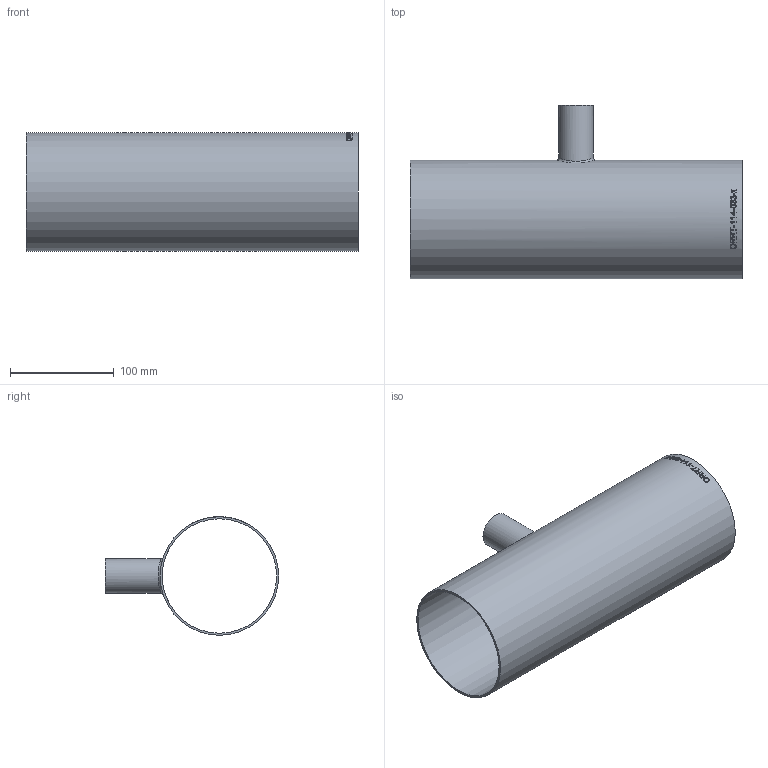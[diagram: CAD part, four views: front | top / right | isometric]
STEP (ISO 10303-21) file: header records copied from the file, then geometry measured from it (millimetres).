
FILE_DESCRIPTION (( 'STEP AP214' ), '1' );
FILE_NAME ('ORRT-114-033-x T-Stück reduziert 2004.STEP', '2020-04-08T07:46:25', ( '' ), ( '' ), 'SwSTEP 2.0', 'SolidWorks 2019', '' );
FILE_SCHEMA (( 'AUTOMOTIVE_DESIGN' ));
Length unit declared in the file: millimetre
Products named in the file (1): ORRT-114-033-x T-Stück reduziert 2004
Bounding box: 320 x 167.15 x 114.3 mm (x, y, z)
Volume: 235168.6 mm3; surface area: 236635.8 mm2
Topology: 1 solids, 1 shells, 181 faces, 475 edges, 316 vertices
Faces by surface type: bspline 91, plane 67, cylinder 23
Full cylindrical faces by diameter (mm): 29.7 x1, 33.7 x1, 110.3 x1, 114.3 x1
Entity records: 22433 total; most frequent: CARTESIAN_POINT 16869, ORIENTED_EDGE 938, EDGE_CURVE 469, DIRECTION 442, VERTEX_POINT 316, B_SPLINE_CURVE_WITH_KNOTS 287, EDGE_LOOP 211, FACE_OUTER_BOUND 187
